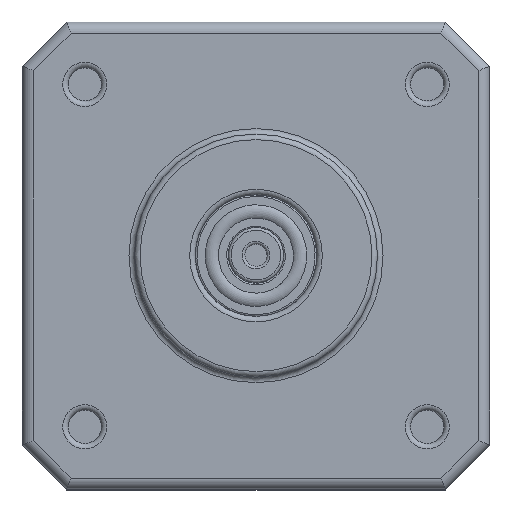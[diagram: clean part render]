
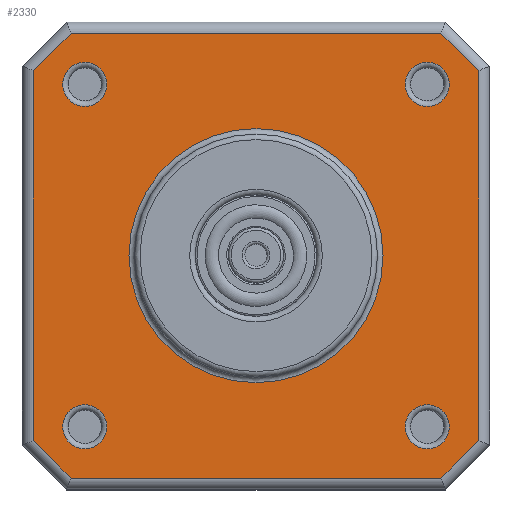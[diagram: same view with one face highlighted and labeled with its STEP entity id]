
A CAD part, top view. The second image highlights one B-rep face of the part: STEP entity #2330.
In plain terms, the highlighted face is planar.
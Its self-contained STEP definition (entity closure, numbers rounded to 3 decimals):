
#107=FACE_BOUND('',#467,.T.);
#108=FACE_BOUND('',#468,.T.);
#109=FACE_BOUND('',#469,.T.);
#110=FACE_BOUND('',#470,.T.);
#111=FACE_BOUND('',#471,.T.);
#155=PLANE('',#2639);
#302=FACE_OUTER_BOUND('',#466,.T.);
#466=EDGE_LOOP('',(#1912,#1913,#1914,#1915,#1916,#1917,#1918,#1919));
#467=EDGE_LOOP('',(#1920));
#468=EDGE_LOOP('',(#1921));
#469=EDGE_LOOP('',(#1922));
#470=EDGE_LOOP('',(#1923));
#471=EDGE_LOOP('',(#1924));
#652=LINE('',#3962,#831);
#653=LINE('',#3964,#832);
#654=LINE('',#3966,#833);
#655=LINE('',#3968,#834);
#656=LINE('',#3970,#835);
#657=LINE('',#3972,#836);
#658=LINE('',#3974,#837);
#659=LINE('',#3975,#838);
#831=VECTOR('',#3210,1000.);
#832=VECTOR('',#3211,1000.);
#833=VECTOR('',#3212,1000.);
#834=VECTOR('',#3213,1000.);
#835=VECTOR('',#3214,1000.);
#836=VECTOR('',#3215,1000.);
#837=VECTOR('',#3216,1000.);
#838=VECTOR('',#3217,1000.);
#958=CIRCLE('',#2595,2.);
#961=CIRCLE('',#2599,2.);
#964=CIRCLE('',#2603,2.);
#967=CIRCLE('',#2607,2.);
#979=CIRCLE('',#2625,11.5);
#1132=VERTEX_POINT('',#3884);
#1134=VERTEX_POINT('',#3890);
#1136=VERTEX_POINT('',#3896);
#1138=VERTEX_POINT('',#3902);
#1148=VERTEX_POINT('',#3934);
#1155=VERTEX_POINT('',#3960);
#1156=VERTEX_POINT('',#3961);
#1157=VERTEX_POINT('',#3963);
#1158=VERTEX_POINT('',#3965);
#1159=VERTEX_POINT('',#3967);
#1160=VERTEX_POINT('',#3969);
#1161=VERTEX_POINT('',#3971);
#1162=VERTEX_POINT('',#3973);
#1386=EDGE_CURVE('',#1132,#1132,#958,.T.);
#1389=EDGE_CURVE('',#1134,#1134,#961,.T.);
#1392=EDGE_CURVE('',#1136,#1136,#964,.T.);
#1395=EDGE_CURVE('',#1138,#1138,#967,.T.);
#1411=EDGE_CURVE('',#1148,#1148,#979,.T.);
#1423=EDGE_CURVE('',#1155,#1156,#652,.T.);
#1424=EDGE_CURVE('',#1156,#1157,#653,.T.);
#1425=EDGE_CURVE('',#1157,#1158,#654,.T.);
#1426=EDGE_CURVE('',#1158,#1159,#655,.T.);
#1427=EDGE_CURVE('',#1159,#1160,#656,.T.);
#1428=EDGE_CURVE('',#1160,#1161,#657,.T.);
#1429=EDGE_CURVE('',#1161,#1162,#658,.T.);
#1430=EDGE_CURVE('',#1162,#1155,#659,.T.);
#1912=ORIENTED_EDGE('',*,*,#1423,.T.);
#1913=ORIENTED_EDGE('',*,*,#1424,.T.);
#1914=ORIENTED_EDGE('',*,*,#1425,.T.);
#1915=ORIENTED_EDGE('',*,*,#1426,.T.);
#1916=ORIENTED_EDGE('',*,*,#1427,.T.);
#1917=ORIENTED_EDGE('',*,*,#1428,.T.);
#1918=ORIENTED_EDGE('',*,*,#1429,.T.);
#1919=ORIENTED_EDGE('',*,*,#1430,.T.);
#1920=ORIENTED_EDGE('',*,*,#1395,.T.);
#1921=ORIENTED_EDGE('',*,*,#1392,.T.);
#1922=ORIENTED_EDGE('',*,*,#1389,.T.);
#1923=ORIENTED_EDGE('',*,*,#1386,.T.);
#1924=ORIENTED_EDGE('',*,*,#1411,.T.);
#2330=ADVANCED_FACE('',(#302,#107,#108,#109,#110,#111),#155,.T.);
#2595=AXIS2_PLACEMENT_3D('',#3886,#3113,#3114);
#2599=AXIS2_PLACEMENT_3D('',#3892,#3121,#3122);
#2603=AXIS2_PLACEMENT_3D('',#3898,#3129,#3130);
#2607=AXIS2_PLACEMENT_3D('',#3904,#3137,#3138);
#2625=AXIS2_PLACEMENT_3D('',#3936,#3177,#3178);
#2639=AXIS2_PLACEMENT_3D('',#3959,#3208,#3209);
#3113=DIRECTION('center_axis',(0.,0.,1.));
#3114=DIRECTION('ref_axis',(-1.,0.,0.));
#3121=DIRECTION('center_axis',(0.,0.,1.));
#3122=DIRECTION('ref_axis',(-1.,0.,0.));
#3129=DIRECTION('center_axis',(0.,0.,1.));
#3130=DIRECTION('ref_axis',(-1.,0.,0.));
#3137=DIRECTION('center_axis',(0.,0.,1.));
#3138=DIRECTION('ref_axis',(-1.,0.,0.));
#3177=DIRECTION('center_axis',(0.,0.,1.));
#3178=DIRECTION('ref_axis',(-1.,0.,0.));
#3208=DIRECTION('center_axis',(0.,0.,-1.));
#3209=DIRECTION('ref_axis',(-1.,0.,0.));
#3210=DIRECTION('',(-0.707,-0.707,0.));
#3211=DIRECTION('',(-1.,0.,0.));
#3212=DIRECTION('',(-0.707,0.707,0.));
#3213=DIRECTION('',(0.,1.,0.));
#3214=DIRECTION('',(0.707,0.707,0.));
#3215=DIRECTION('',(1.,0.,0.));
#3216=DIRECTION('',(0.707,-0.707,0.));
#3217=DIRECTION('',(0.,-1.,0.));
#3884=CARTESIAN_POINT('',(17.5,15.5,0.));
#3886=CARTESIAN_POINT('Origin',(15.5,15.5,0.));
#3890=CARTESIAN_POINT('',(-13.5,15.5,0.));
#3892=CARTESIAN_POINT('Origin',(-15.5,15.5,0.));
#3896=CARTESIAN_POINT('',(-13.5,-15.5,0.));
#3898=CARTESIAN_POINT('Origin',(-15.5,-15.5,0.));
#3902=CARTESIAN_POINT('',(17.5,-15.5,0.));
#3904=CARTESIAN_POINT('Origin',(15.5,-15.5,0.));
#3934=CARTESIAN_POINT('',(11.5,0.,0.));
#3936=CARTESIAN_POINT('Origin',(0.,0.,0.));
#3959=CARTESIAN_POINT('Origin',(0.,0.,0.));
#3960=CARTESIAN_POINT('',(20.15,-16.736,0.));
#3961=CARTESIAN_POINT('',(16.736,-20.15,0.));
#3962=CARTESIAN_POINT('',(16.443,-20.443,0.));
#3963=CARTESIAN_POINT('',(-16.736,-20.15,0.));
#3964=CARTESIAN_POINT('',(-17.15,-20.15,0.));
#3965=CARTESIAN_POINT('',(-20.15,-16.736,0.));
#3966=CARTESIAN_POINT('',(-20.443,-16.443,0.));
#3967=CARTESIAN_POINT('',(-20.15,16.736,0.));
#3968=CARTESIAN_POINT('',(-20.15,17.15,0.));
#3969=CARTESIAN_POINT('',(-16.736,20.15,0.));
#3970=CARTESIAN_POINT('',(-16.443,20.443,0.));
#3971=CARTESIAN_POINT('',(16.736,20.15,0.));
#3972=CARTESIAN_POINT('',(17.15,20.15,0.));
#3973=CARTESIAN_POINT('',(20.15,16.736,0.));
#3974=CARTESIAN_POINT('',(20.443,16.443,0.));
#3975=CARTESIAN_POINT('',(20.15,-17.15,0.));
